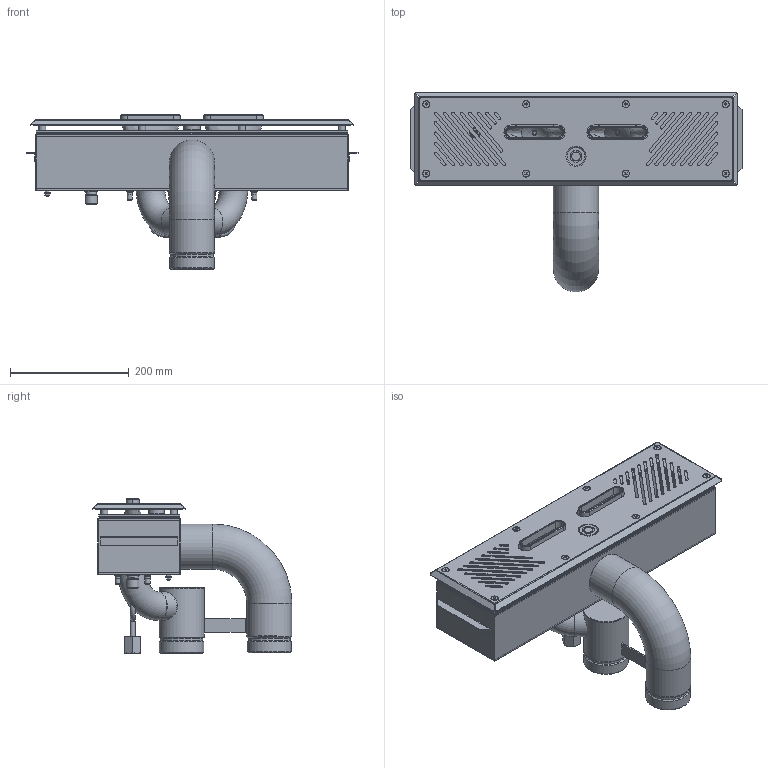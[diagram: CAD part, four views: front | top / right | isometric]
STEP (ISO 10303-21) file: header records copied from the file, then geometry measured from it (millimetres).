
FILE_DESCRIPTION (( 'STEP AP203' ), '1' );
FILE_NAME ('ﾏﾒﾓ.75.1.STEP', '2025-08-08T12:39:30', ( '' ), ( '' ), 'SwSTEP 2.0', 'SolidWorks 2022', '' );
FILE_SCHEMA (( 'CONFIG_CONTROL_DESIGN' ));
Length unit declared in the file: millimetre
Products named in the file (1): ПТУ.75.1
Bounding box: 560.1 x 336.85 x 260.45 mm (x, y, z)
Volume: 1230450.9 mm3; surface area: 1239299.1 mm2
Topology: 79 solids, 79 shells, 1516 faces, 3397 edges, 2075 vertices
Faces by surface type: plane 764, cylinder 441, cone 237, torus 38, bspline 36
Full cylindrical faces by diameter (mm): 3.3 x1, 4 x1, 4.02 x24, 4.2 x1, 4.3 x2, 4.917 x8, 5 x19, 6 x28, 6.4 x1, 7 x40, 7.2 x8, 8 x7, 8.9 x16, 9 x10, 10 x16, 11.57 x24, 12 x11, 12.2 x8, 12.5 x1, 13 x1, 14 x1, 15 x1, 18 x3, 18.2 x1, 20 x1, 21 x1, 22 x1, 25 x1, 26 x1, 27 x1
Entity records: 45267 total; most frequent: CARTESIAN_POINT 12803, DIRECTION 6880, ORIENTED_EDGE 5692, EDGE_CURVE 2846, AXIS2_PLACEMENT_3D 2717, EDGE_LOOP 2388, VERTEX_POINT 2024, FACE_OUTER_BOUND 1835
